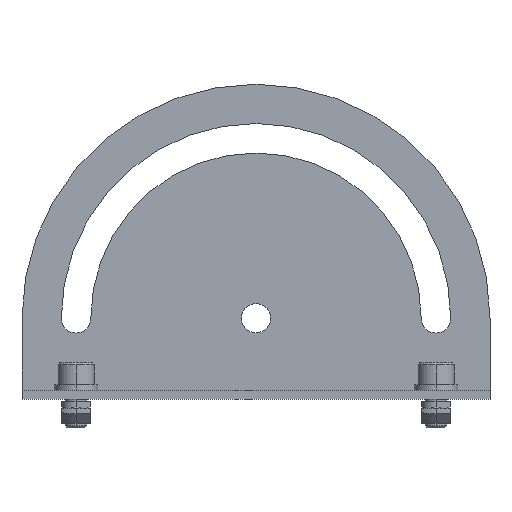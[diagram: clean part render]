
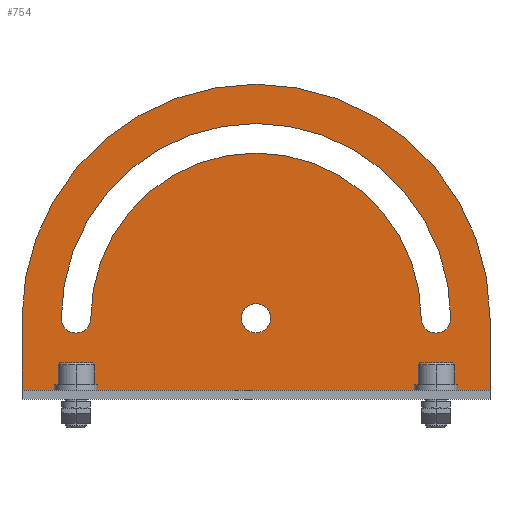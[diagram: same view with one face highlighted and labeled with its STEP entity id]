
A CAD part, front view. The second image highlights one B-rep face of the part: STEP entity #754.
In plain terms, the highlighted planar face has unit normal (0, -1, 0).
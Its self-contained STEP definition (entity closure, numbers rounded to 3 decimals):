
#754=ADVANCED_FACE('',(#2113,#2114,#2115),#2116,.T.);
#2113=FACE_OUTER_BOUND('',#3606,.T.);
#2114=FACE_BOUND('',#3607,.T.);
#2115=FACE_BOUND('',#3608,.T.);
#2116=PLANE('',#3609);
#3606=EDGE_LOOP('',(#5947,#5948,#5949,#5950,#5951));
#3607=EDGE_LOOP('',(#5952,#5953));
#3608=EDGE_LOOP('',(#5954,#5955,#5956,#5957,#5958,#5959,#5960,#5961));
#3609=AXIS2_PLACEMENT_3D('',#5962,#5963,#5964);
#5947=ORIENTED_EDGE('',*,*,#7808,.T.);
#5948=ORIENTED_EDGE('',*,*,#7867,.T.);
#5949=ORIENTED_EDGE('',*,*,#7770,.T.);
#5950=ORIENTED_EDGE('',*,*,#7837,.T.);
#5951=ORIENTED_EDGE('',*,*,#7868,.T.);
#5952=ORIENTED_EDGE('',*,*,#7765,.T.);
#5953=ORIENTED_EDGE('',*,*,#7840,.T.);
#5954=ORIENTED_EDGE('',*,*,#7746,.T.);
#5955=ORIENTED_EDGE('',*,*,#7853,.T.);
#5956=ORIENTED_EDGE('',*,*,#7760,.T.);
#5957=ORIENTED_EDGE('',*,*,#7843,.T.);
#5958=ORIENTED_EDGE('',*,*,#7755,.T.);
#5959=ORIENTED_EDGE('',*,*,#7847,.T.);
#5960=ORIENTED_EDGE('',*,*,#7849,.T.);
#5961=ORIENTED_EDGE('',*,*,#7752,.T.);
#5962=CARTESIAN_POINT('',(65.0,-2.5,-22.5));
#5963=DIRECTION('',(0.0,-1.0,0.0));
#5964=DIRECTION('',(1.0,0.0,0.0));
#7746=EDGE_CURVE('',#8175,#8172,#8176,.T.);
#7752=EDGE_CURVE('',#8182,#8175,#8185,.T.);
#7755=EDGE_CURVE('',#8190,#8187,#8191,.T.);
#7760=EDGE_CURVE('',#8199,#8196,#8200,.T.);
#7765=EDGE_CURVE('',#8208,#8205,#8209,.T.);
#7770=EDGE_CURVE('',#8217,#8214,#8218,.T.);
#7808=EDGE_CURVE('',#8277,#8278,#8279,.T.);
#7837=EDGE_CURVE('',#8214,#8322,#8324,.T.);
#7840=EDGE_CURVE('',#8205,#8208,#8327,.T.);
#7843=EDGE_CURVE('',#8196,#8190,#8330,.T.);
#7847=EDGE_CURVE('',#8187,#8334,#8336,.T.);
#7849=EDGE_CURVE('',#8334,#8182,#8338,.T.);
#7853=EDGE_CURVE('',#8172,#8199,#8342,.T.);
#7867=EDGE_CURVE('',#8278,#8217,#8360,.T.);
#7868=EDGE_CURVE('',#8322,#8277,#8361,.T.);
#8172=VERTEX_POINT('',#8693);
#8175=VERTEX_POINT('',#8697);
#8176=CIRCLE('',#8698,4.1);
#8182=VERTEX_POINT('',#8705);
#8185=CIRCLE('',#8709,54.1);
#8187=VERTEX_POINT('',#8711);
#8190=VERTEX_POINT('',#8715);
#8191=CIRCLE('',#8716,4.1);
#8196=VERTEX_POINT('',#8722);
#8199=VERTEX_POINT('',#8726);
#8200=CIRCLE('',#8727,45.9);
#8205=VERTEX_POINT('',#8733);
#8208=VERTEX_POINT('',#8737);
#8209=CIRCLE('',#8738,4.05);
#8214=VERTEX_POINT('',#8744);
#8217=VERTEX_POINT('',#8748);
#8218=CIRCLE('',#8749,65.0);
#8277=VERTEX_POINT('',#8821);
#8278=VERTEX_POINT('',#8822);
#8279=LINE('',#8823,#8824);
#8322=VERTEX_POINT('',#8874);
#8324=CIRCLE('',#8877,65.0);
#8327=CIRCLE('',#8880,4.05);
#8330=CIRCLE('',#8883,45.9);
#8334=VERTEX_POINT('',#8887);
#8336=CIRCLE('',#8890,4.1);
#8338=CIRCLE('',#8892,54.1);
#8342=CIRCLE('',#8896,4.1);
#8360=LINE('',#8924,#8925);
#8361=LINE('',#8926,#8927);
#8693=CARTESIAN_POINT('',(50.0,-2.5,-4.1));
#8697=CARTESIAN_POINT('',(54.1,-2.5,0.0));
#8698=AXIS2_PLACEMENT_3D('',#9235,#9236,#9237);
#8705=CARTESIAN_POINT('',(0.,-2.5,54.1));
#8709=AXIS2_PLACEMENT_3D('',#9246,#9247,#9248);
#8711=CARTESIAN_POINT('',(-50.0,-2.5,-4.1));
#8715=CARTESIAN_POINT('',(-45.9,-2.5,0.0));
#8716=AXIS2_PLACEMENT_3D('',#9250,#9251,#9252);
#8722=CARTESIAN_POINT('',(0.,-2.5,45.9));
#8726=CARTESIAN_POINT('',(45.9,-2.5,0.0));
#8727=AXIS2_PLACEMENT_3D('',#9258,#9259,#9260);
#8733=CARTESIAN_POINT('',(0.,-2.5,-4.05));
#8737=CARTESIAN_POINT('',(0.,-2.5,4.05));
#8738=AXIS2_PLACEMENT_3D('',#9266,#9267,#9268);
#8744=CARTESIAN_POINT('',(0.,-2.5,65.0));
#8748=CARTESIAN_POINT('',(65.0,-2.5,0.0));
#8749=AXIS2_PLACEMENT_3D('',#9274,#9275,#9276);
#8821=CARTESIAN_POINT('',(-65.0,-2.5,-20.0));
#8822=CARTESIAN_POINT('',(65.0,-2.5,-20.0));
#8823=CARTESIAN_POINT('',(-65.0,-2.5,-20.0));
#8824=VECTOR('',#9335,130.0);
#8874=CARTESIAN_POINT('',(-65.0,-2.5,0.0));
#8877=AXIS2_PLACEMENT_3D('',#9389,#9390,#9391);
#8880=AXIS2_PLACEMENT_3D('',#9395,#9396,#9397);
#8883=AXIS2_PLACEMENT_3D('',#9401,#9402,#9403);
#8887=CARTESIAN_POINT('',(-54.1,-2.5,0.0));
#8890=AXIS2_PLACEMENT_3D('',#9408,#9409,#9410);
#8892=AXIS2_PLACEMENT_3D('',#9411,#9412,#9413);
#8896=AXIS2_PLACEMENT_3D('',#9420,#9421,#9422);
#8924=CARTESIAN_POINT('',(65.0,-2.5,-20.0));
#8925=VECTOR('',#9433,20.0);
#8926=CARTESIAN_POINT('',(-65.0,-2.5,0.0));
#8927=VECTOR('',#9434,20.0);
#9235=CARTESIAN_POINT('',(50.0,-2.5,0.0));
#9236=DIRECTION('',(-0.0,1.0,0.0));
#9237=DIRECTION('',(1.0,0.0,0.0));
#9246=CARTESIAN_POINT('',(0.0,-2.5,0.0));
#9247=DIRECTION('',(0.0,1.0,0.0));
#9248=DIRECTION('',(-1.0,0.0,0.0));
#9250=CARTESIAN_POINT('',(-50.0,-2.5,0.0));
#9251=DIRECTION('',(-0.0,1.0,0.0));
#9252=DIRECTION('',(1.0,0.0,0.0));
#9258=CARTESIAN_POINT('',(0.0,-2.5,0.0));
#9259=DIRECTION('',(0.0,-1.0,0.0));
#9260=DIRECTION('',(1.0,0.0,0.0));
#9266=CARTESIAN_POINT('',(0.0,-2.5,0.0));
#9267=DIRECTION('',(0.0,1.0,0.0));
#9268=DIRECTION('',(0.0,0.0,-1.0));
#9274=CARTESIAN_POINT('',(0.0,-2.5,0.0));
#9275=DIRECTION('',(0.0,-1.0,0.0));
#9276=DIRECTION('',(1.0,0.0,0.0));
#9335=DIRECTION('',(1.0,0.0,0.0));
#9389=CARTESIAN_POINT('',(0.0,-2.5,0.0));
#9390=DIRECTION('',(0.0,-1.0,0.0));
#9391=DIRECTION('',(1.0,0.0,0.0));
#9395=CARTESIAN_POINT('',(0.0,-2.5,0.0));
#9396=DIRECTION('',(0.0,1.0,0.0));
#9397=DIRECTION('',(0.0,0.0,-1.0));
#9401=CARTESIAN_POINT('',(0.0,-2.5,0.0));
#9402=DIRECTION('',(0.0,-1.0,0.0));
#9403=DIRECTION('',(1.0,0.0,0.0));
#9408=CARTESIAN_POINT('',(-50.0,-2.5,0.0));
#9409=DIRECTION('',(-0.0,1.0,0.0));
#9410=DIRECTION('',(1.0,0.0,0.0));
#9411=CARTESIAN_POINT('',(0.0,-2.5,0.0));
#9412=DIRECTION('',(0.0,1.0,0.0));
#9413=DIRECTION('',(-1.0,0.0,0.0));
#9420=CARTESIAN_POINT('',(50.0,-2.5,0.0));
#9421=DIRECTION('',(-0.0,1.0,0.0));
#9422=DIRECTION('',(1.0,0.0,0.0));
#9433=DIRECTION('',(0.0,0.0,1.0));
#9434=DIRECTION('',(0.0,0.0,-1.0));
